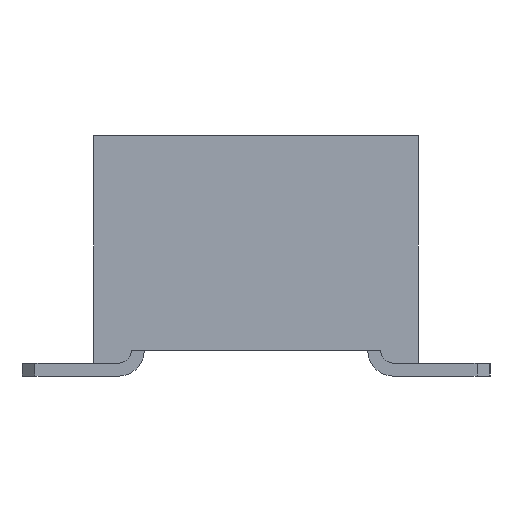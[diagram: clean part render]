
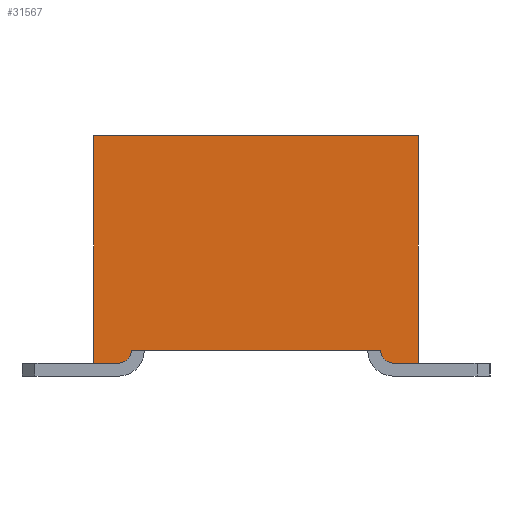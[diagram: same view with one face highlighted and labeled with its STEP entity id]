
A CAD part, front view. The second image highlights one B-rep face of the part: STEP entity #31567.
In plain terms, the highlighted face is planar.
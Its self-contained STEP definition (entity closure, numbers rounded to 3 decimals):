
#1466=CIRCLE('',#34414,0.2);
#1467=CIRCLE('',#34415,0.2);
#10426=ORIENTED_EDGE('',*,*,#15099,.T.);
#10427=ORIENTED_EDGE('',*,*,#15128,.T.);
#10428=ORIENTED_EDGE('',*,*,#15129,.F.);
#10429=ORIENTED_EDGE('',*,*,#15130,.T.);
#10430=ORIENTED_EDGE('',*,*,#15125,.T.);
#10431=ORIENTED_EDGE('',*,*,#15101,.T.);
#10432=ORIENTED_EDGE('',*,*,#15108,.T.);
#10433=ORIENTED_EDGE('',*,*,#15105,.T.);
#15099=EDGE_CURVE('',#18036,#18035,#21599,.T.);
#15101=EDGE_CURVE('',#18037,#18038,#21601,.T.);
#15105=EDGE_CURVE('',#18041,#18036,#21605,.T.);
#15108=EDGE_CURVE('',#18038,#18041,#21608,.T.);
#15125=EDGE_CURVE('',#18050,#18037,#21625,.T.);
#15128=EDGE_CURVE('',#18035,#18052,#1466,.T.);
#15129=EDGE_CURVE('',#18053,#18052,#21628,.T.);
#15130=EDGE_CURVE('',#18053,#18050,#1467,.T.);
#18035=VERTEX_POINT('',#52385);
#18036=VERTEX_POINT('',#52387);
#18037=VERTEX_POINT('',#52391);
#18038=VERTEX_POINT('',#52392);
#18041=VERTEX_POINT('',#52400);
#18050=VERTEX_POINT('',#52437);
#18052=VERTEX_POINT('',#52443);
#18053=VERTEX_POINT('',#52445);
#21599=LINE('',#52386,#25199);
#21601=LINE('',#52390,#25201);
#21605=LINE('',#52399,#25205);
#21608=LINE('',#52405,#25208);
#21625=LINE('',#52436,#25225);
#21628=LINE('',#52444,#25228);
#25199=VECTOR('',#43232,1000.);
#25201=VECTOR('',#43236,1000.);
#25205=VECTOR('',#43242,1000.);
#25208=VECTOR('',#43247,1000.);
#25225=VECTOR('',#43278,1000.);
#25228=VECTOR('',#43285,1000.);
#26959=EDGE_LOOP('',(#10426,#10427,#10428,#10429,#10430,#10431,#10432,#10433));
#28669=FACE_BOUND('',#26959,.T.);
#29879=PLANE('',#34413);
#31567=ADVANCED_FACE('',(#28669),#29879,.T.);
#34413=AXIS2_PLACEMENT_3D('',#52441,#43281,#43282);
#34414=AXIS2_PLACEMENT_3D('',#52442,#43283,#43284);
#34415=AXIS2_PLACEMENT_3D('',#52446,#43286,#43287);
#43232=DIRECTION('',(0.,-1.,0.));
#43236=DIRECTION('',(0.,0.,1.));
#43242=DIRECTION('',(0.,0.,-1.));
#43247=DIRECTION('',(0.,1.,0.));
#43278=DIRECTION('',(0.,-1.,0.));
#43281=DIRECTION('',(-1.,0.,0.));
#43282=DIRECTION('',(0.,0.,1.));
#43283=DIRECTION('',(-1.,0.,0.));
#43284=DIRECTION('',(0.,0.,1.));
#43285=DIRECTION('',(0.,1.,0.));
#43286=DIRECTION('',(-1.,0.,0.));
#43287=DIRECTION('',(0.,0.,1.));
#52385=CARTESIAN_POINT('',(-12.7,2.12,-1.75));
#52386=CARTESIAN_POINT('',(-12.7,2.5,-1.75));
#52387=CARTESIAN_POINT('',(-12.7,2.5,-1.75));
#52390=CARTESIAN_POINT('',(-12.7,-2.5,-1.75));
#52391=CARTESIAN_POINT('',(-12.7,-2.5,-1.75));
#52392=CARTESIAN_POINT('',(-12.7,-2.5,1.75));
#52399=CARTESIAN_POINT('',(-12.7,2.5,1.75));
#52400=CARTESIAN_POINT('',(-12.7,2.5,1.75));
#52405=CARTESIAN_POINT('',(-12.7,-2.5,1.75));
#52436=CARTESIAN_POINT('',(-12.7,2.5,-1.75));
#52437=CARTESIAN_POINT('',(-12.7,-2.12,-1.75));
#52441=CARTESIAN_POINT('',(-12.7,0.,0.));
#52442=CARTESIAN_POINT('',(-12.7,2.12,-1.55));
#52443=CARTESIAN_POINT('',(-12.7,1.92,-1.55));
#52444=CARTESIAN_POINT('',(-12.7,0.,-1.55));
#52445=CARTESIAN_POINT('',(-12.7,-1.92,-1.55));
#52446=CARTESIAN_POINT('',(-12.7,-2.12,-1.55));
